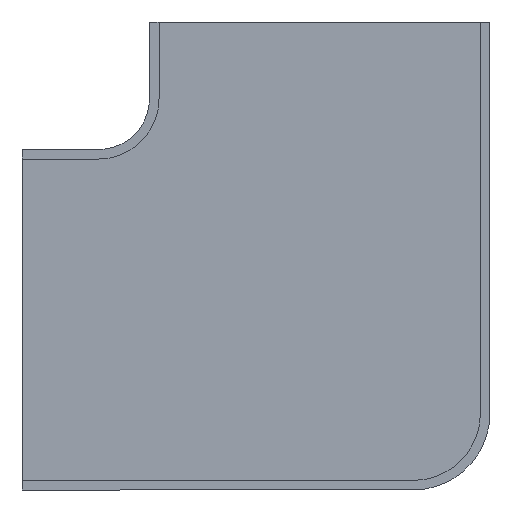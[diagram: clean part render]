
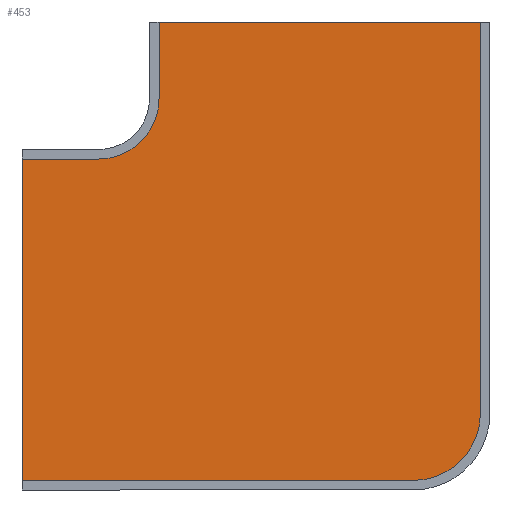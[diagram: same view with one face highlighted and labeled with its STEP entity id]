
A CAD part, front view. The second image highlights one B-rep face of the part: STEP entity #453.
In plain terms, the highlighted planar face has unit normal (0, -1, 0).
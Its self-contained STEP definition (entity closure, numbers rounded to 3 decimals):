
#2 = LINE ( 'NONE', #390, #86 ) ;
#6 = ORIENTED_EDGE ( 'NONE', *, *, #137, .F. ) ;
#8 = ORIENTED_EDGE ( 'NONE', *, *, #457, .F. ) ;
#11 = LINE ( 'NONE', #442, #23 ) ;
#16 = DIRECTION ( 'NONE',  ( 0., -1., 0. ) ) ;
#20 = DIRECTION ( 'NONE',  ( 0., 1., 0. ) ) ;
#22 = PLANE ( 'NONE',  #370 ) ;
#23 = VECTOR ( 'NONE', #417, 1000. ) ;
#33 = DIRECTION ( 'NONE',  ( 0., 0., 1. ) ) ;
#36 = CARTESIAN_POINT ( 'NONE',  ( 24.7, 9.4, -24.7 ) ) ;
#38 = DIRECTION ( 'NONE',  ( 1., 0., 0. ) ) ;
#41 = CIRCLE ( 'NONE', #148, 9.5 ) ;
#52 = CARTESIAN_POINT ( 'NONE',  ( -36.7, 9.4, -35.2 ) ) ;
#54 = DIRECTION ( 'NONE',  ( -1., 0., 0. ) ) ;
#56 = DIRECTION ( 'NONE',  ( 0., 0., 1. ) ) ;
#65 = CARTESIAN_POINT ( 'NONE',  ( 35.2, 9.4, -24.7 ) ) ;
#68 = FACE_OUTER_BOUND ( 'NONE', #503, .T. ) ;
#70 = CARTESIAN_POINT ( 'NONE',  ( 24.7, 9.4, -24.7 ) ) ;
#73 = DIRECTION ( 'NONE',  ( 0., 0., 1. ) ) ;
#82 = VERTEX_POINT ( 'NONE', #553 ) ;
#86 = VECTOR ( 'NONE', #346, 1000. ) ;
#102 = CARTESIAN_POINT ( 'NONE',  ( -24.7, 9.4, 24.7 ) ) ;
#124 = DIRECTION ( 'NONE',  ( 0., 0., -1. ) ) ;
#127 = VECTOR ( 'NONE', #38, 1000. ) ;
#136 = VERTEX_POINT ( 'NONE', #220 ) ;
#137 = EDGE_CURVE ( 'NONE', #246, #439, #146, .T. ) ;
#139 = VECTOR ( 'NONE', #124, 1000. ) ;
#146 = LINE ( 'NONE', #348, #139 ) ;
#148 = AXIS2_PLACEMENT_3D ( 'NONE', #102, #16, #586 ) ;
#153 = EDGE_CURVE ( 'NONE', #82, #353, #176, .T. ) ;
#168 = CARTESIAN_POINT ( 'NONE',  ( -15.2, 9.4, 36.7 ) ) ;
#176 = LINE ( 'NONE', #559, #127 ) ;
#201 = CIRCLE ( 'NONE', #269, 10.5 ) ;
#218 = EDGE_CURVE ( 'NONE', #353, #136, #41, .T. ) ;
#220 = CARTESIAN_POINT ( 'NONE',  ( -15.2, 9.4, 24.7 ) ) ;
#244 = ORIENTED_EDGE ( 'NONE', *, *, #349, .F. ) ;
#246 = VERTEX_POINT ( 'NONE', #540 ) ;
#269 = AXIS2_PLACEMENT_3D ( 'NONE', #70, #598, #33 ) ;
#277 = EDGE_CURVE ( 'NONE', #439, #601, #201, .T. ) ;
#317 = VERTEX_POINT ( 'NONE', #437 ) ;
#318 = EDGE_CURVE ( 'NONE', #136, #605, #11, .T. ) ;
#320 = ORIENTED_EDGE ( 'NONE', *, *, #218, .F. ) ;
#333 = CARTESIAN_POINT ( 'NONE',  ( 24.7, 9.4, -35.2 ) ) ;
#346 = DIRECTION ( 'NONE',  ( 1., 0., 0. ) ) ;
#348 = CARTESIAN_POINT ( 'NONE',  ( 35.2, 9.4, 36.7 ) ) ;
#349 = EDGE_CURVE ( 'NONE', #605, #246, #2, .T. ) ;
#350 = CARTESIAN_POINT ( 'NONE',  ( -24.7, 9.4, 15.2 ) ) ;
#352 = LINE ( 'NONE', #52, #499 ) ;
#353 = VERTEX_POINT ( 'NONE', #350 ) ;
#363 = VECTOR ( 'NONE', #73, 1000. ) ;
#370 = AXIS2_PLACEMENT_3D ( 'NONE', #36, #20, #56 ) ;
#390 = CARTESIAN_POINT ( 'NONE',  ( -16.7, 9.4, 36.7 ) ) ;
#417 = DIRECTION ( 'NONE',  ( 0., 0., 1. ) ) ;
#420 = ORIENTED_EDGE ( 'NONE', *, *, #153, .F. ) ;
#424 = ORIENTED_EDGE ( 'NONE', *, *, #318, .F. ) ;
#429 = ORIENTED_EDGE ( 'NONE', *, *, #570, .F. ) ;
#437 = CARTESIAN_POINT ( 'NONE',  ( -36.7, 9.4, -35.2 ) ) ;
#439 = VERTEX_POINT ( 'NONE', #65 ) ;
#442 = CARTESIAN_POINT ( 'NONE',  ( -15.2, 9.4, 24.7 ) ) ;
#453 = ADVANCED_FACE ( 'NONE', ( #68 ), #22, .F. ) ;
#457 = EDGE_CURVE ( 'NONE', #601, #317, #352, .T. ) ;
#499 = VECTOR ( 'NONE', #54, 1000. ) ;
#503 = EDGE_LOOP ( 'NONE', ( #8, #552, #6, #244, #424, #320, #420, #429 ) ) ;
#510 = CARTESIAN_POINT ( 'NONE',  ( -36.7, 9.4, 16.7 ) ) ;
#540 = CARTESIAN_POINT ( 'NONE',  ( 35.2, 9.4, 36.7 ) ) ;
#552 = ORIENTED_EDGE ( 'NONE', *, *, #277, .F. ) ;
#553 = CARTESIAN_POINT ( 'NONE',  ( -36.7, 9.4, 15.2 ) ) ;
#559 = CARTESIAN_POINT ( 'NONE',  ( -36.7, 9.4, 15.2 ) ) ;
#570 = EDGE_CURVE ( 'NONE', #317, #82, #576, .T. ) ;
#576 = LINE ( 'NONE', #510, #363 ) ;
#586 = DIRECTION ( 'NONE',  ( 0., 0., 1. ) ) ;
#598 = DIRECTION ( 'NONE',  ( 0., 1., 0. ) ) ;
#601 = VERTEX_POINT ( 'NONE', #333 ) ;
#605 = VERTEX_POINT ( 'NONE', #168 ) ;
